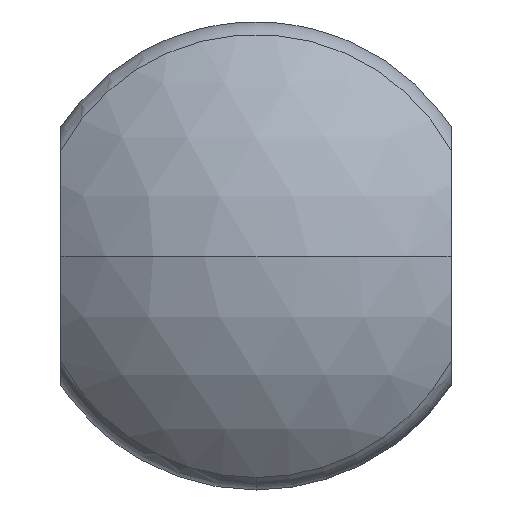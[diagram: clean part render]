
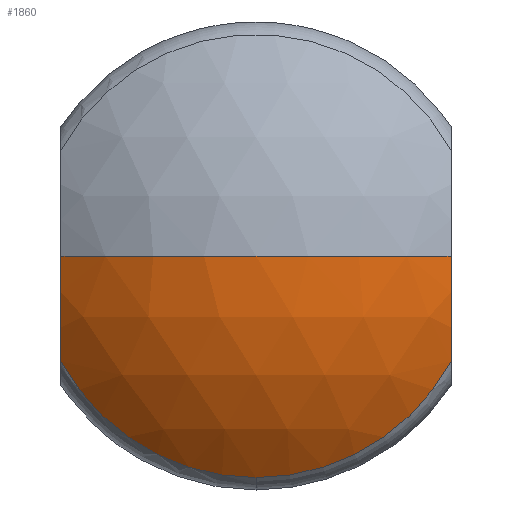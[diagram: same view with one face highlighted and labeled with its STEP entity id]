
A CAD part, front view. The second image highlights one B-rep face of the part: STEP entity #1860.
In plain terms, the highlighted spherical face has radius 25 mm.
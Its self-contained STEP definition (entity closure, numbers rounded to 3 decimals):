
#50 = DIRECTION ( 'NONE',  ( 0., 0., -1. ) ) ;
#58 = VERTEX_POINT ( 'NONE', #1904 ) ;
#264 = CARTESIAN_POINT ( 'NONE',  ( 0., -85., 0. ) ) ;
#316 = AXIS2_PLACEMENT_3D ( 'NONE', #2881, #50, #888 ) ;
#359 = AXIS2_PLACEMENT_3D ( 'NONE', #264, #2538, #2263 ) ;
#538 = ORIENTED_EDGE ( 'NONE', *, *, #2081, .T. ) ;
#590 = DIRECTION ( 'NONE',  ( 0., 0., -1. ) ) ;
#628 = CARTESIAN_POINT ( 'NONE',  ( 0., -103.288, 0. ) ) ;
#667 = ORIENTED_EDGE ( 'NONE', *, *, #3512, .F. ) ;
#697 = CARTESIAN_POINT ( 'NONE',  ( 0., -110., 0. ) ) ;
#725 = CIRCLE ( 'NONE', #359, 25. ) ;
#729 = CIRCLE ( 'NONE', #2844, 17.045 ) ;
#753 = CARTESIAN_POINT ( 'NONE',  ( -15., -105., 0. ) ) ;
#811 = CARTESIAN_POINT ( 'NONE',  ( 0., -103.288, -17.045 ) ) ;
#888 = DIRECTION ( 'NONE',  ( -1., 0., 0. ) ) ;
#920 = DIRECTION ( 'NONE',  ( 0., 0., -1. ) ) ;
#1008 = SPHERICAL_SURFACE ( 'NONE', #2797, 25. ) ;
#1099 = VERTEX_POINT ( 'NONE', #697 ) ;
#1199 = DIRECTION ( 'NONE',  ( -1., 0., 0. ) ) ;
#1240 = VERTEX_POINT ( 'NONE', #753 ) ;
#1452 = VERTEX_POINT ( 'NONE', #3436 ) ;
#1533 = ORIENTED_EDGE ( 'NONE', *, *, #1941, .F. ) ;
#1616 = VERTEX_POINT ( 'NONE', #811 ) ;
#1691 = DIRECTION ( 'NONE',  ( -1., 0., 0. ) ) ;
#1759 = CARTESIAN_POINT ( 'NONE',  ( 0., -103.288, 0. ) ) ;
#1793 = ORIENTED_EDGE ( 'NONE', *, *, #3302, .T. ) ;
#1801 = DIRECTION ( 'NONE',  ( 0., 0., -1. ) ) ;
#1860 = ADVANCED_FACE ( 'Defeature ausgef�hrt1_1', ( #2433 ), #1008, .T. ) ;
#1890 = CIRCLE ( 'NONE', #316, 25. ) ;
#1904 = CARTESIAN_POINT ( 'NONE',  ( 15., -103.288, -8.096 ) ) ;
#1941 = EDGE_CURVE ( 'NONE', #1240, #1099, #725, .T. ) ;
#2025 = AXIS2_PLACEMENT_3D ( 'NONE', #628, #3506, #1801 ) ;
#2048 = VERTEX_POINT ( 'NONE', #3220 ) ;
#2065 = EDGE_CURVE ( 'Defeature ausgef�hrt1_1+Defeature ausgef�hrt1_4+Defeature ausgef�hrt1_6+Defeature ausgef�hrt1_5', #2048, #1616, #729, .T. ) ;
#2081 = EDGE_CURVE ( 'NONE', #1452, #1099, #1890, .T. ) ;
#2116 = CARTESIAN_POINT ( 'NONE',  ( 0., -85., 0. ) ) ;
#2163 = EDGE_LOOP ( 'NONE', ( #3661, #538, #1533, #667, #3336, #1793 ) ) ;
#2263 = DIRECTION ( 'NONE',  ( 1., 0., 0. ) ) ;
#2426 = CIRCLE ( 'NONE', #3565, 20. ) ;
#2433 = FACE_OUTER_BOUND ( 'NONE', #2163, .T. ) ;
#2474 = CIRCLE ( 'NONE', #3407, 20. ) ;
#2523 = DIRECTION ( 'NONE',  ( 0., 0., -1. ) ) ;
#2538 = DIRECTION ( 'NONE',  ( 0., 0., 1. ) ) ;
#2618 = DIRECTION ( 'NONE',  ( 0., -1., 0. ) ) ;
#2787 = DIRECTION ( 'NONE',  ( 0., 0., 1. ) ) ;
#2797 = AXIS2_PLACEMENT_3D ( 'NONE', #2116, #920, #1199 ) ;
#2830 = CARTESIAN_POINT ( 'NONE',  ( -15., -85., 0. ) ) ;
#2835 = CIRCLE ( 'NONE', #2025, 17.045 ) ;
#2844 = AXIS2_PLACEMENT_3D ( 'NONE', #1759, #2618, #590 ) ;
#2881 = CARTESIAN_POINT ( 'NONE',  ( 0., -85., 0. ) ) ;
#2951 = EDGE_CURVE ( 'Defeature ausgef�hrt1_5+Defeature ausgef�hrt1_1+Defeature ausgef�hrt1_0+Defeature ausgef�hrt1_4', #1452, #58, #2474, .T. ) ;
#3220 = CARTESIAN_POINT ( 'NONE',  ( -15., -103.288, -8.096 ) ) ;
#3302 = EDGE_CURVE ( 'Defeature ausgef�hrt1_1+Defeature ausgef�hrt1_4+Defeature ausgef�hrt1_6+Defeature ausgef�hrt1_5', #1616, #58, #2835, .T. ) ;
#3336 = ORIENTED_EDGE ( 'NONE', *, *, #2065, .T. ) ;
#3407 = AXIS2_PLACEMENT_3D ( 'NONE', #3672, #3423, #2787 ) ;
#3423 = DIRECTION ( 'NONE',  ( 1., 0., 0. ) ) ;
#3436 = CARTESIAN_POINT ( 'NONE',  ( 15., -105., 0. ) ) ;
#3506 = DIRECTION ( 'NONE',  ( 0., -1., 0. ) ) ;
#3512 = EDGE_CURVE ( 'Defeature ausgef�hrt1_6+Defeature ausgef�hrt1_1+Defeature ausgef�hrt1_4+Defeature ausgef�hrt1_0', #2048, #1240, #2426, .T. ) ;
#3565 = AXIS2_PLACEMENT_3D ( 'NONE', #2830, #1691, #2523 ) ;
#3661 = ORIENTED_EDGE ( 'NONE', *, *, #2951, .F. ) ;
#3672 = CARTESIAN_POINT ( 'NONE',  ( 15., -85., 0. ) ) ;
